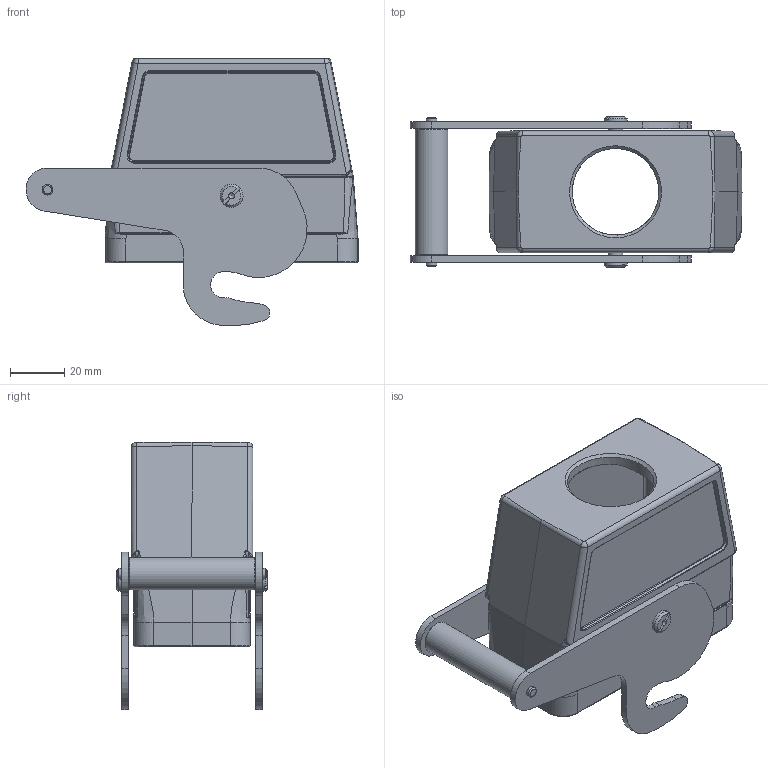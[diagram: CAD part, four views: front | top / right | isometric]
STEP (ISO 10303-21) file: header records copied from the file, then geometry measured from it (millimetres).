
FILE_DESCRIPTION(/* description */ (''),/* implementation_level */ '2;1');
FILE_NAME(/* name */ '100185968ugm000_c.stp',/* time_stamp */ '2017-10-27T12:51:05+02:00',/* author */ (''),/* organization */ (''),/* preprocessor_version */ 'ST-DEVELOPER v16',/* originating_system */ 'SIEMENS PLM Software NX 10.0',/* authorisation */ '');
FILE_SCHEMA (('AUTOMOTIVE_DESIGN { 1 0 10303 214 3 1 1 1 }'));
Length unit declared in the file: millimetre
Products named in the file (1): 100185968ugm000_c
Bounding box: 122.72 x 55.8 x 98.8 mm (x, y, z)
Volume: 101427 mm3; surface area: 57509 mm2
Topology: 2 solids, 2 shells, 616 faces, 1882 edges, 1634 vertices
Faces by surface type: plane 209, cylinder 171, bspline 135, torus 49, cone 46, sphere 6
Full cylindrical faces by diameter (mm): 2.2 x2, 3 x4, 3.2 x2, 3.3 x2, 3.95 x2, 4 x2, 5.37 x2, 5.6 x2, 8.5 x2, 12 x1, 32 x1
Entity records: 25792 total; most frequent: CARTESIAN_POINT 8755, ORIENTED_EDGE 2902, DIRECTION 2783, EDGE_CURVE 1451, AXIS2_PLACEMENT_3D 1032, VERTEX_POINT 911, LINE 719, VECTOR 719
